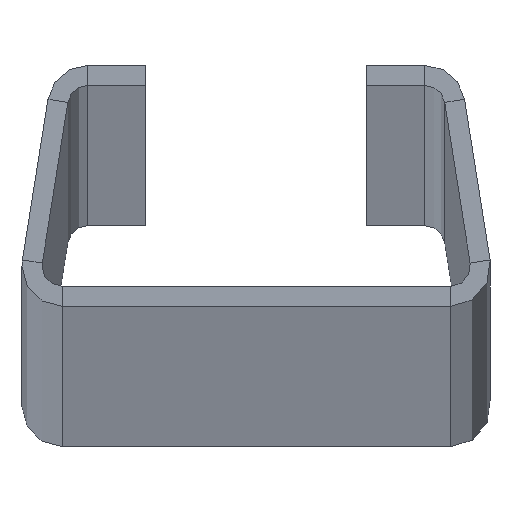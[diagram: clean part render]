
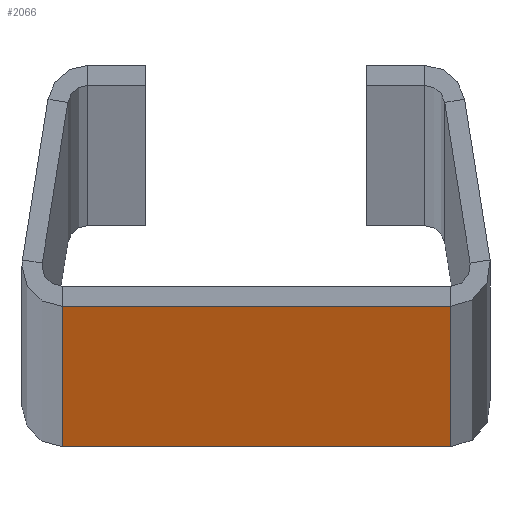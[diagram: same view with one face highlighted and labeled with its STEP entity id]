
A CAD part, top view. The second image highlights one B-rep face of the part: STEP entity #2066.
In plain terms, the highlighted planar face has unit normal (0, -1, 0).
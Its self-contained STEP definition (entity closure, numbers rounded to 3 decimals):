
#13 = CARTESIAN_POINT ( 'NONE',  ( 14.487, 0., 0. ) ) ;
#29 = EDGE_CURVE ( 'NONE', #1791, #1636, #5541, .T. ) ;
#535 = FACE_OUTER_BOUND ( 'NONE', #7522, .T. ) ;
#771 = VERTEX_POINT ( 'NONE', #3940 ) ;
#785 = CARTESIAN_POINT ( 'NONE',  ( 14.487, 0., 6000. ) ) ;
#1052 = CARTESIAN_POINT ( 'NONE',  ( 14.487, 0., 6000. ) ) ;
#1210 = EDGE_CURVE ( 'NONE', #5355, #1636, #2905, .T. ) ;
#1636 = VERTEX_POINT ( 'NONE', #13 ) ;
#1707 = VECTOR ( 'NONE', #7211, 1000. ) ;
#1791 = VERTEX_POINT ( 'NONE', #7099 ) ;
#1977 = ORIENTED_EDGE ( 'NONE', *, *, #5733, .T. ) ;
#2066 = ADVANCED_FACE ( 'NONE', ( #535 ), #4439, .F. ) ;
#2242 = ORIENTED_EDGE ( 'NONE', *, *, #3989, .F. ) ;
#2442 = VECTOR ( 'NONE', #4841, 1000. ) ;
#2602 = DIRECTION ( 'NONE',  ( 0., 0., -1. ) ) ;
#2905 = LINE ( 'NONE', #1052, #7523 ) ;
#3480 = CARTESIAN_POINT ( 'NONE',  ( -18., 0., 6000. ) ) ;
#3650 = VECTOR ( 'NONE', #3787, 1000. ) ;
#3787 = DIRECTION ( 'NONE',  ( 1., 0., 0. ) ) ;
#3940 = CARTESIAN_POINT ( 'NONE',  ( -14.487, 0., 6000. ) ) ;
#3989 = EDGE_CURVE ( 'NONE', #771, #5355, #4937, .T. ) ;
#4229 = CARTESIAN_POINT ( 'NONE',  ( -18., 0., 6000. ) ) ;
#4439 = PLANE ( 'NONE',  #6229 ) ;
#4841 = DIRECTION ( 'NONE',  ( 0., 0., -1. ) ) ;
#4937 = LINE ( 'NONE', #4229, #1707 ) ;
#4956 = ORIENTED_EDGE ( 'NONE', *, *, #1210, .F. ) ;
#5035 = DIRECTION ( 'NONE',  ( -1., 0., 0. ) ) ;
#5355 = VERTEX_POINT ( 'NONE', #785 ) ;
#5410 = CARTESIAN_POINT ( 'NONE',  ( -14.487, 0., 6000. ) ) ;
#5541 = LINE ( 'NONE', #6775, #3650 ) ;
#5630 = DIRECTION ( 'NONE',  ( 0., 1., 0. ) ) ;
#5658 = LINE ( 'NONE', #5410, #2442 ) ;
#5733 = EDGE_CURVE ( 'NONE', #771, #1791, #5658, .T. ) ;
#6229 = AXIS2_PLACEMENT_3D ( 'NONE', #3480, #5630, #5035 ) ;
#6775 = CARTESIAN_POINT ( 'NONE',  ( -18., 0., 0. ) ) ;
#7099 = CARTESIAN_POINT ( 'NONE',  ( -14.487, 0., 0. ) ) ;
#7211 = DIRECTION ( 'NONE',  ( 1., 0., 0. ) ) ;
#7378 = ORIENTED_EDGE ( 'NONE', *, *, #29, .T. ) ;
#7522 = EDGE_LOOP ( 'NONE', ( #7378, #4956, #2242, #1977 ) ) ;
#7523 = VECTOR ( 'NONE', #2602, 1000. ) ;
